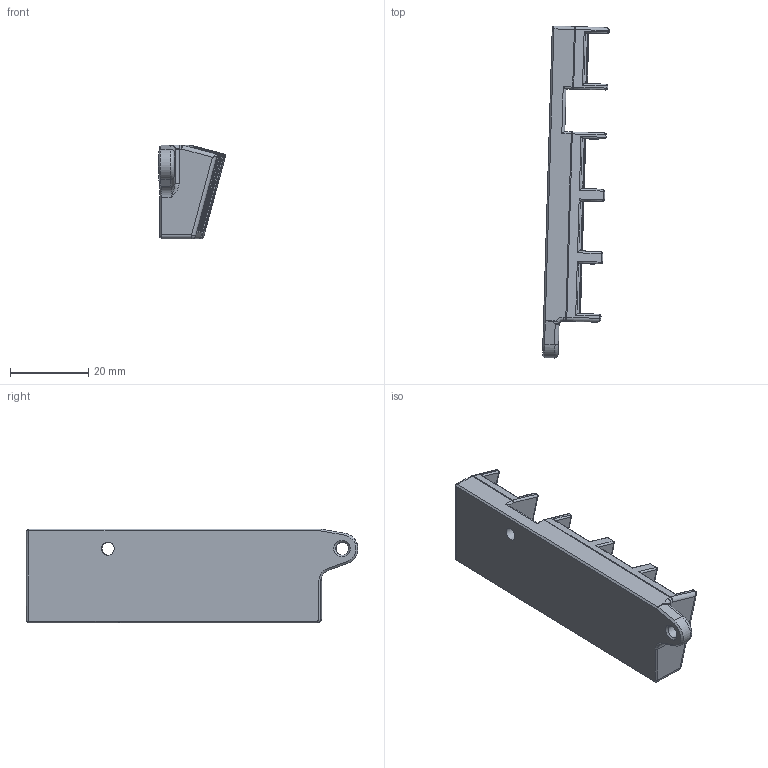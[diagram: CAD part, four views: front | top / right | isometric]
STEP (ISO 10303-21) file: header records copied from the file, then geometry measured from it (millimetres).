
FILE_DESCRIPTION(/* description */ (''),/* implementation_level */ '2;1');
FILE_NAME(/* name */ 'Wago4.step',/* time_stamp */ '2023-12-28T19:26:29+01:00',/* author */ (''),/* organization */ (''),/* preprocessor_version */ 'ST-DEVELOPER v20',/* originating_system */ 'Autodesk Translation Framework v12.14.0.127',/* authorisation */ '');
FILE_SCHEMA (('AUTOMOTIVE_DESIGN { 1 0 10303 214 3 1 1 }'));
Length unit declared in the file: millimetre
Products named in the file (2): Hydra_5Plus; Wago_221_Tripple
Assembly tree (1 placements, depth 2):
  Hydra_5Plus
    Wago_221_Tripple
Bounding box: 17.17 x 85.03 x 24 mm (x, y, z)
Volume: 11152.8 mm3; surface area: 7611.4 mm2
Topology: 1 solids, 1 shells, 571 faces, 1480 edges, 852 vertices
Faces by surface type: cylinder 212, bspline 174, plane 81, sphere 50, torus 50, cone 4
Full cylindrical faces by diameter (mm): 3.3 x2
Entity records: 23575 total; most frequent: CARTESIAN_POINT 10740, ORIENTED_EDGE 2810, DIRECTION 2625, EDGE_CURVE 1405, AXIS2_PLACEMENT_3D 1090, VERTEX_POINT 852, EDGE_LOOP 593, FACE_OUTER_BOUND 571
